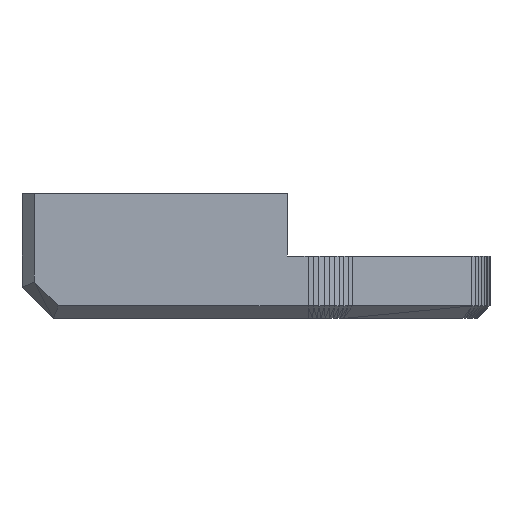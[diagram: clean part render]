
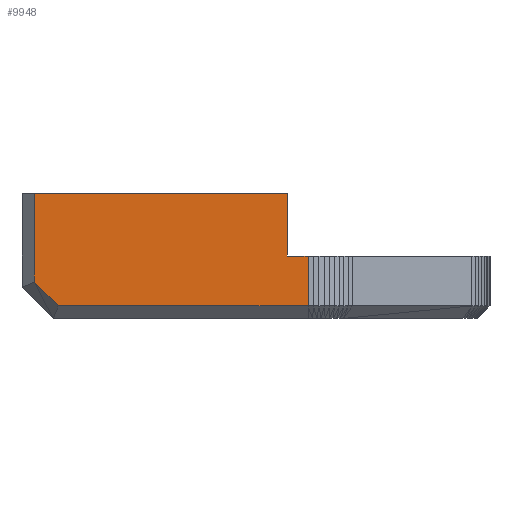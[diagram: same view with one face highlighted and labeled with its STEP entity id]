
A CAD part, front view. The second image highlights one B-rep face of the part: STEP entity #9948.
In plain terms, the highlighted planar face has unit normal (0, -1, 0).
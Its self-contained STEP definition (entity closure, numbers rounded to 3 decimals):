
#1743 = VERTEX_POINT('',#1744);
#1744 = CARTESIAN_POINT('',(117.9,112.5,4.));
#1750 = EDGE_CURVE('',#1743,#1751,#1753,.T.);
#1751 = VERTEX_POINT('',#1752);
#1752 = CARTESIAN_POINT('',(126.,112.5,4.));
#1753 = LINE('',#1754,#1755);
#1754 = CARTESIAN_POINT('',(117.9,112.5,4.));
#1755 = VECTOR('',#1756,1.);
#1756 = DIRECTION('',(1.,0.,0.));
#2178 = VERTEX_POINT('',#2179);
#2179 = CARTESIAN_POINT('',(126.,112.5,2.));
#2185 = EDGE_CURVE('',#2178,#2186,#2188,.T.);
#2186 = VERTEX_POINT('',#2187);
#2187 = CARTESIAN_POINT('',(126.672,112.5,2.));
#2188 = LINE('',#2189,#2190);
#2189 = CARTESIAN_POINT('',(126.,112.5,2.));
#2190 = VECTOR('',#2191,1.);
#2191 = DIRECTION('',(1.,0.,0.));
#2599 = EDGE_CURVE('',#1751,#2178,#2600,.T.);
#2600 = LINE('',#2601,#2602);
#2601 = CARTESIAN_POINT('',(126.,112.5,4.));
#2602 = VECTOR('',#2603,1.);
#2603 = DIRECTION('',(0.,0.,-1.));
#3207 = VERTEX_POINT('',#3208);
#3208 = CARTESIAN_POINT('',(126.672,112.5,0.4));
#7954 = VERTEX_POINT('',#7955);
#7955 = CARTESIAN_POINT('',(117.9,112.5,1.166));
#7976 = VERTEX_POINT('',#7977);
#7977 = CARTESIAN_POINT('',(118.666,112.5,0.4));
#7983 = EDGE_CURVE('',#7976,#7954,#7984,.T.);
#7984 = LINE('',#7985,#7986);
#7985 = CARTESIAN_POINT('',(118.666,112.5,0.4));
#7986 = VECTOR('',#7987,1.);
#7987 = DIRECTION('',(-0.707,0.,0.707));
#9799 = EDGE_CURVE('',#7954,#1743,#9800,.T.);
#9800 = LINE('',#9801,#9802);
#9801 = CARTESIAN_POINT('',(117.9,112.5,1.166));
#9802 = VECTOR('',#9803,1.);
#9803 = DIRECTION('',(0.,0.,1.));
#9818 = EDGE_CURVE('',#3207,#7976,#9819,.T.);
#9819 = LINE('',#9820,#9821);
#9820 = CARTESIAN_POINT('',(126.672,112.5,0.4));
#9821 = VECTOR('',#9822,1.);
#9822 = DIRECTION('',(-1.,0.,0.));
#9936 = EDGE_CURVE('',#2186,#3207,#9937,.T.);
#9937 = LINE('',#9938,#9939);
#9938 = CARTESIAN_POINT('',(126.672,112.5,2.));
#9939 = VECTOR('',#9940,1.);
#9940 = DIRECTION('',(0.,0.,-1.));
#9948 = ADVANCED_FACE('',(#9949),#9958,.T.);
#9949 = FACE_BOUND('',#9950,.T.);
#9950 = EDGE_LOOP('',(#9951,#9952,#9953,#9954,#9955,#9956,#9957));
#9951 = ORIENTED_EDGE('',*,*,#9799,.F.);
#9952 = ORIENTED_EDGE('',*,*,#7983,.F.);
#9953 = ORIENTED_EDGE('',*,*,#9818,.F.);
#9954 = ORIENTED_EDGE('',*,*,#9936,.F.);
#9955 = ORIENTED_EDGE('',*,*,#2185,.F.);
#9956 = ORIENTED_EDGE('',*,*,#2599,.F.);
#9957 = ORIENTED_EDGE('',*,*,#1750,.F.);
#9958 = PLANE('',#9959);
#9959 = AXIS2_PLACEMENT_3D('',#9960,#9961,#9962);
#9960 = CARTESIAN_POINT('',(122.316,112.5,2.183));
#9961 = DIRECTION('',(-0.,-1.,-0.));
#9962 = DIRECTION('',(0.,0.,-1.));
